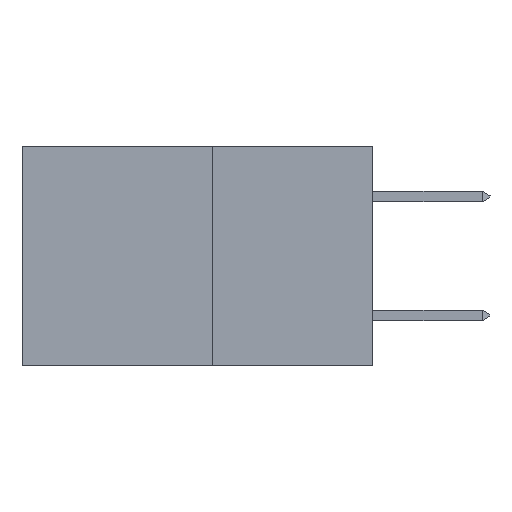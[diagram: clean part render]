
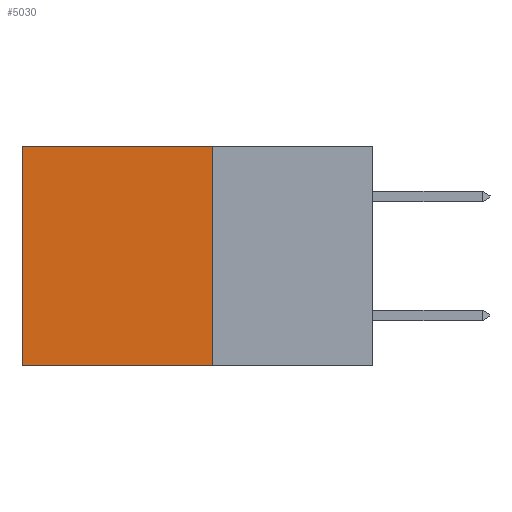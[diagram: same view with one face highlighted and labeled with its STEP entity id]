
A CAD part, left-side view. The second image highlights one B-rep face of the part: STEP entity #5030.
In plain terms, the highlighted planar face has unit normal (-1, 0, 0).
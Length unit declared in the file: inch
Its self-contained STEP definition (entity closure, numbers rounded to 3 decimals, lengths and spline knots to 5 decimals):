
#418 = ORIENTED_EDGE ( 'NONE', *, *, #1577, .T. ) ;
#484 = CARTESIAN_POINT ( 'NONE',  ( 0.277, 0.27, 0. ) ) ;
#638 = ORIENTED_EDGE ( 'NONE', *, *, #3647, .F. ) ;
#1189 = DIRECTION ( 'NONE',  ( 0., 1., 0. ) ) ;
#1577 = EDGE_CURVE ( 'NONE', #16038, #8620, #5582, .T. ) ;
#1708 = CARTESIAN_POINT ( 'NONE',  ( 0.277, 0.59, -0.37 ) ) ;
#3647 = EDGE_CURVE ( 'NONE', #12409, #9840, #19273, .T. ) ;
#4152 = DIRECTION ( 'NONE',  ( 0., 0., -1. ) ) ;
#5030 = ADVANCED_FACE ( 'NONE', ( #18494 ), #26514, .F. ) ;
#5582 = LINE ( 'NONE', #1708, #29032 ) ;
#5700 = DIRECTION ( 'NONE',  ( 0., 1., 0. ) ) ;
#5882 = LINE ( 'NONE', #28474, #6608 ) ;
#5961 = CARTESIAN_POINT ( 'NONE',  ( 0.277, 0.27, -0.37 ) ) ;
#6591 = AXIS2_PLACEMENT_3D ( 'NONE', #26225, #25833, #25770 ) ;
#6608 = VECTOR ( 'NONE', #5700, 39.37008 ) ;
#8620 = VERTEX_POINT ( 'NONE', #12624 ) ;
#9840 = VERTEX_POINT ( 'NONE', #10395 ) ;
#10395 = CARTESIAN_POINT ( 'NONE',  ( 0.277, 0.27, -0.37 ) ) ;
#10517 = ORIENTED_EDGE ( 'NONE', *, *, #26020, .T. ) ;
#12409 = VERTEX_POINT ( 'NONE', #484 ) ;
#12624 = CARTESIAN_POINT ( 'NONE',  ( 0.277, 0.59, -0.37 ) ) ;
#16038 = VERTEX_POINT ( 'NONE', #20435 ) ;
#17822 = DIRECTION ( 'NONE',  ( 0., 0., -1. ) ) ;
#18494 = FACE_OUTER_BOUND ( 'NONE', #28273, .T. ) ;
#19273 = LINE ( 'NONE', #5961, #24495 ) ;
#19969 = VECTOR ( 'NONE', #1189, 39.37008 ) ;
#20050 = ORIENTED_EDGE ( 'NONE', *, *, #21634, .F. ) ;
#20435 = CARTESIAN_POINT ( 'NONE',  ( 0.277, 0.59, 0. ) ) ;
#21634 = EDGE_CURVE ( 'NONE', #9840, #8620, #5882, .T. ) ;
#24495 = VECTOR ( 'NONE', #4152, 39.37008 ) ;
#25770 = DIRECTION ( 'NONE',  ( 0., 0., -1. ) ) ;
#25833 = DIRECTION ( 'NONE',  ( 1., 0., 0. ) ) ;
#26020 = EDGE_CURVE ( 'NONE', #12409, #16038, #26606, .T. ) ;
#26225 = CARTESIAN_POINT ( 'NONE',  ( 0.277, 0.27, -0.37 ) ) ;
#26319 = CARTESIAN_POINT ( 'NONE',  ( 0.277, 0.27, 0. ) ) ;
#26514 = PLANE ( 'NONE',  #6591 ) ;
#26606 = LINE ( 'NONE', #26319, #19969 ) ;
#28273 = EDGE_LOOP ( 'NONE', ( #418, #20050, #638, #10517 ) ) ;
#28474 = CARTESIAN_POINT ( 'NONE',  ( 0.277, 0.27, -0.37 ) ) ;
#29032 = VECTOR ( 'NONE', #17822, 39.37008 ) ;
